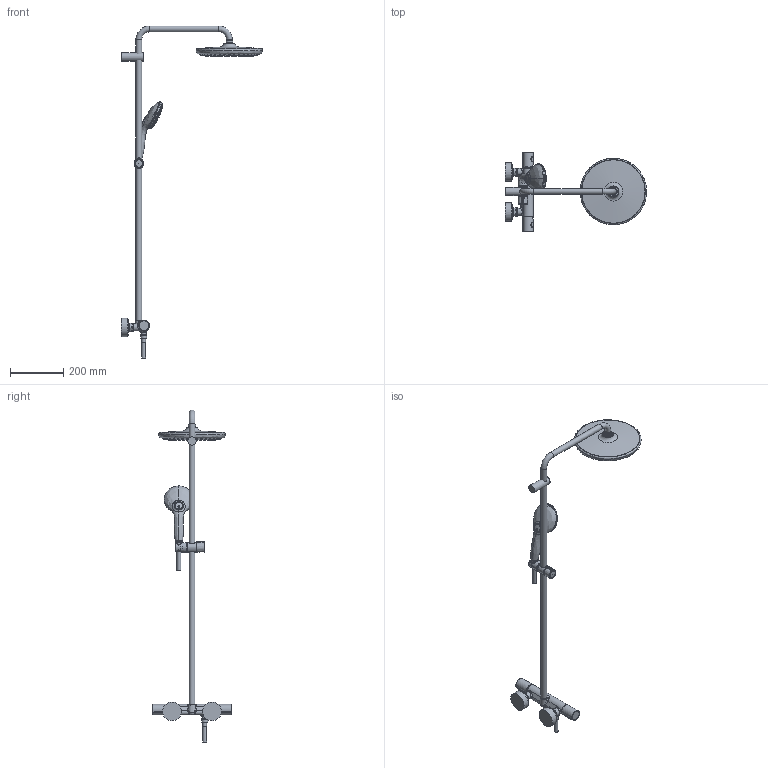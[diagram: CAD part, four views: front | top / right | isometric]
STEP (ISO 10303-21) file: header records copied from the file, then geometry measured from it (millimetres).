
FILE_DESCRIPTION(/* description */ ('Unknown'),/* implementation_level */ '2;1');
FILE_NAME(/* name */ '26670001_1',/* time_stamp */ '2023-04-24T17:48:30+02:00',/* author */ ('Unknown'),/* organization */ ('GROHE AG'),/* preprocessor_version */ 'ST-DEVELOPER v16.7',/* originating_system */ 'DEX',/* authorisation */ $);
FILE_SCHEMA (('AUTOMOTIVE_DESIGN {1 0 10303 214 3 1 1}'));
Products named in the file (9): 26670001_1; id45; 081107 GTM1000C Handles Update02; A4284282 handle-2 1000C 081107; A4297452_BUMPER + NOZZLES_SOLID; A4298721_HOUSING_SURFACES_PS_SURFACE_V1_HIGHER_SOLID_211103; A4298722_SOFTTOOL DIAL_NEW_POSITION_RADIUS_0,7; shell
Assembly tree (8 placements, depth 2):
  26670001_1
    26670001_1
    id45
    081107 GTM1000C Handles Update02
    A4284282 handle-2 1000C 081107
    A4297452_BUMPER + NOZZLES_SOLID
    A4298721_HOUSING_SURFACES_PS_SURFACE_V1_HIGHER_SOLID_211103
    A4298722_SOFTTOOL DIAL_NEW_POSITION_RADIUS_0,7
    shell
Bounding box: 530.39 x 298.65 x 1246.88 mm (x, y, z)
Volume: 88957 mm3; surface area: 386653.7 mm2
Topology: 5 solids, 523 shells, 1250 faces, 5282 edges, 4280 vertices
Faces by surface type: bspline 552, cylinder 250, torus 201, plane 185, sphere 42, cone 20
Full cylindrical faces by diameter (mm): 2.8 x62, 3.8 x113, 4.1 x6, 14.3 x1, 14.651 x1, 14.7 x1, 18 x1, 18.3 x1, 19.9 x1, 20.9 x2, 20.955 x1, 22 x3, 22.6 x1, 23 x1, 26.44 x2, 27 x2, 31.3 x1, 33.4 x2, 36 x3, 39 x1, 39.8 x1, 40 x2, 70 x2, 100.004 x1
Entity records: 107251 total; most frequent: CARTESIAN_POINT 70925, ORIENTED_EDGE 5497, EDGE_CURVE 4370, VERTEX_POINT 3902, DIRECTION 3826, B_SPLINE_CURVE_WITH_KNOTS 2919, EDGE_LOOP 2244, FACE_BOUND 2244
